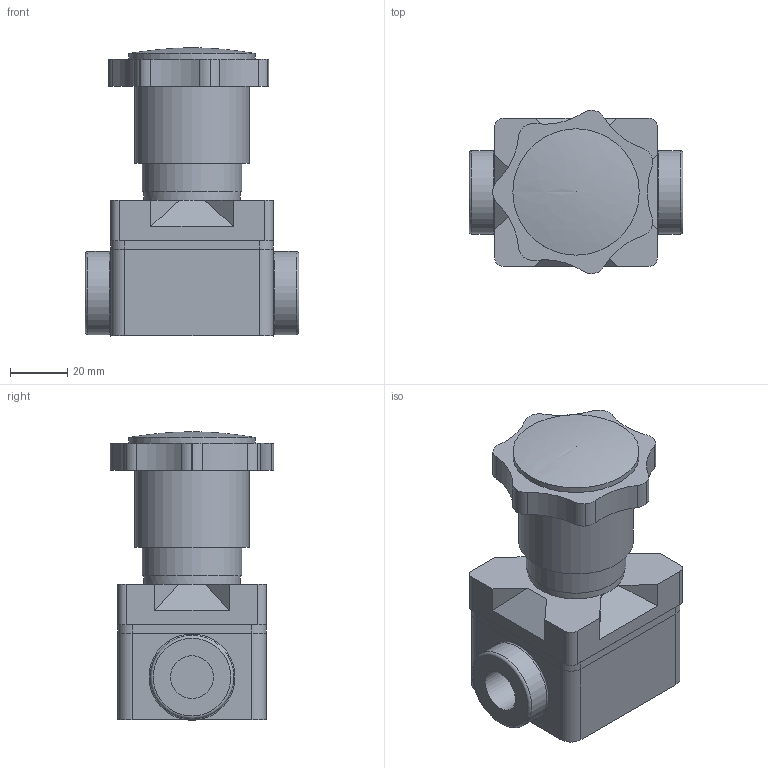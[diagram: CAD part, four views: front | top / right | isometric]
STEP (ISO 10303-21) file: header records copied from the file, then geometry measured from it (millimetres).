
FILE_DESCRIPTION(/* description */ (''),/* implementation_level */ '2;1');
FILE_NAME(/* name */ 'CMFV038E.iam.stp',/* time_stamp */ '2013-10-01T10:16:40+02:00',/* author */ ('bfaro'),/* organization */ (''),/* preprocessor_version */ 'ST-DEVELOPER v15.2',/* originating_system */ 'Autodesk Inventor 2014',/* authorisation */ '');
FILE_SCHEMA (('AUTOMOTIVE_DESIGN { 1 0 10303 214 3 1 1 }'));
Length unit declared in the file: millimetre
Products named in the file (4): volantino CMFV 038; cassa CMFV 038; membrana CM; CMFV038E
Bounding box: 75 x 57.3 x 101.1 mm (x, y, z)
Volume: 216849.9 mm3; surface area: 39874.4 mm2
Topology: 3 solids, 3 shells, 98 faces, 251 edges, 166 vertices
Faces by surface type: cylinder 50, plane 43, torus 4, bspline 1
Full cylindrical faces by diameter (mm): 5 x2, 15 x2, 29.2 x2, 33.85 x1, 35 x1, 40.2 x1, 44.3 x1
Entity records: 3062 total; most frequent: DIRECTION 546, CARTESIAN_POINT 521, ORIENTED_EDGE 458, EDGE_CURVE 229, AXIS2_PLACEMENT_3D 214, VERTEX_POINT 159, EDGE_LOOP 120, LINE 118
